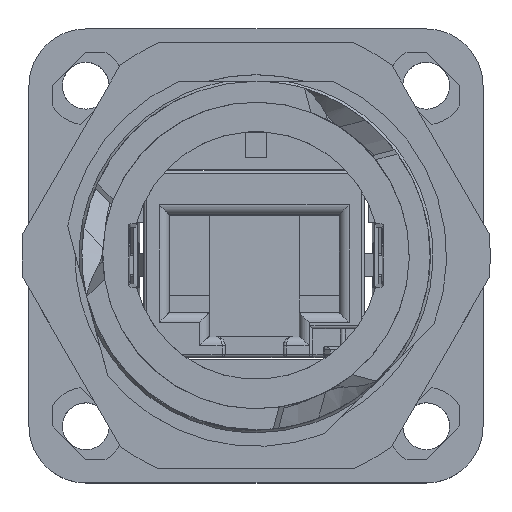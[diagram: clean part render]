
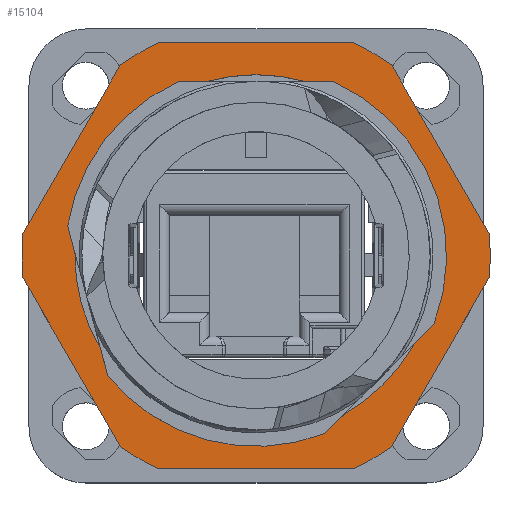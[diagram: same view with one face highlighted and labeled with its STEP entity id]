
A CAD part, top view. The second image highlights one B-rep face of the part: STEP entity #15104.
In plain terms, the highlighted planar face has unit normal (0, 0, 1).
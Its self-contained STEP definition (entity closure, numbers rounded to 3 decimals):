
#413=AXIS2_PLACEMENT_3D('Circle Axis2P3D',#411,#412,$) ;
#832=AXIS2_PLACEMENT_3D('Circle Axis2P3D',#830,#831,$) ;
#884=AXIS2_PLACEMENT_3D('Circle Axis2P3D',#882,#883,$) ;
#14925=AXIS2_PLACEMENT_3D('Circle Axis2P3D',#14923,#14924,$) ;
#14937=AXIS2_PLACEMENT_3D('Circle Axis2P3D',#14935,#14936,$) ;
#14959=AXIS2_PLACEMENT_3D('Circle Axis2P3D',#14957,#14958,$) ;
#14971=AXIS2_PLACEMENT_3D('Circle Axis2P3D',#14969,#14970,$) ;
#14989=AXIS2_PLACEMENT_3D('Plane Axis2P3D',#14986,#14987,#14988) ;
#14993=AXIS2_PLACEMENT_3D('Circle Axis2P3D',#14991,#14992,$) ;
#15009=AXIS2_PLACEMENT_3D('Circle Axis2P3D',#15007,#15008,$) ;
#15023=AXIS2_PLACEMENT_3D('Circle Axis2P3D',#15021,#15022,$) ;
#15037=AXIS2_PLACEMENT_3D('Circle Axis2P3D',#15035,#15036,$) ;
#15051=AXIS2_PLACEMENT_3D('Circle Axis2P3D',#15049,#15050,$) ;
#15065=AXIS2_PLACEMENT_3D('Circle Axis2P3D',#15063,#15064,$) ;
#392=CARTESIAN_POINT('Vertex',(21.956,28.275,22.825)) ;
#408=CARTESIAN_POINT('Vertex',(29.037,11.178,22.825)) ;
#411=CARTESIAN_POINT('Axis2P3D Location',(16.5,16.,22.825)) ;
#488=CARTESIAN_POINT('Vertex',(27.651,9.792,22.825)) ;
#491=CARTESIAN_POINT('Line Origine',(28.344,10.485,22.825)) ;
#536=CARTESIAN_POINT('Vertex',(21.322,3.463,22.825)) ;
#539=CARTESIAN_POINT('Line Origine',(22.015,4.156,22.825)) ;
#543=CARTESIAN_POINT('Vertex',(22.708,4.849,22.825)) ;
#678=CARTESIAN_POINT('Vertex',(5.548,9.447,22.825)) ;
#681=CARTESIAN_POINT('Line Origine',(5.802,8.5,22.825)) ;
#685=CARTESIAN_POINT('Vertex',(6.055,7.553,22.825)) ;
#735=CARTESIAN_POINT('Vertex',(3.231,18.093,22.825)) ;
#738=CARTESIAN_POINT('Line Origine',(3.485,17.146,22.825)) ;
#742=CARTESIAN_POINT('Vertex',(3.739,16.199,22.825)) ;
#830=CARTESIAN_POINT('Axis2P3D Location',(16.5,16.,22.825)) ;
#879=CARTESIAN_POINT('Vertex',(11.044,28.275,22.825)) ;
#882=CARTESIAN_POINT('Axis2P3D Location',(16.5,16.,22.825)) ;
#959=CARTESIAN_POINT('Vertex',(13.004,28.275,22.825)) ;
#962=CARTESIAN_POINT('Line Origine',(12.024,28.275,22.825)) ;
#1008=CARTESIAN_POINT('Line Origine',(20.976,28.275,22.825)) ;
#1012=CARTESIAN_POINT('Vertex',(19.996,28.275,22.825)) ;
#14920=CARTESIAN_POINT('Vertex',(27.553,9.619,22.825)) ;
#14923=CARTESIAN_POINT('Axis2P3D Location',(16.5,16.,22.825)) ;
#14935=CARTESIAN_POINT('Axis2P3D Location',(16.5,16.,22.825)) ;
#14957=CARTESIAN_POINT('Axis2P3D Location',(16.5,16.,22.825)) ;
#14969=CARTESIAN_POINT('Axis2P3D Location',(16.5,16.,22.825)) ;
#14986=CARTESIAN_POINT('Axis2P3D Location',(16.5,16.,22.825)) ;
#14991=CARTESIAN_POINT('Axis2P3D Location',(16.5,16.,22.825)) ;
#14995=CARTESIAN_POINT('Vertex',(0.073,17.547,22.825)) ;
#14997=CARTESIAN_POINT('Vertex',(0.073,14.453,22.825)) ;
#15000=CARTESIAN_POINT('Line Origine',(3.51,8.5,22.825)) ;
#15004=CARTESIAN_POINT('Vertex',(6.947,2.547,22.825)) ;
#15007=CARTESIAN_POINT('Axis2P3D Location',(16.5,16.,22.825)) ;
#15011=CARTESIAN_POINT('Vertex',(9.626,1.,22.825)) ;
#15014=CARTESIAN_POINT('Line Origine',(16.5,1.,22.825)) ;
#15018=CARTESIAN_POINT('Vertex',(23.374,1.,22.825)) ;
#15021=CARTESIAN_POINT('Axis2P3D Location',(16.5,16.,22.825)) ;
#15025=CARTESIAN_POINT('Vertex',(26.053,2.547,22.825)) ;
#15028=CARTESIAN_POINT('Line Origine',(29.49,8.5,22.825)) ;
#15032=CARTESIAN_POINT('Vertex',(32.927,14.453,22.825)) ;
#15035=CARTESIAN_POINT('Axis2P3D Location',(16.5,16.,22.825)) ;
#15039=CARTESIAN_POINT('Vertex',(32.927,17.547,22.825)) ;
#15042=CARTESIAN_POINT('Line Origine',(29.49,23.5,22.825)) ;
#15046=CARTESIAN_POINT('Vertex',(26.053,29.453,22.825)) ;
#15049=CARTESIAN_POINT('Axis2P3D Location',(16.5,16.,22.825)) ;
#15053=CARTESIAN_POINT('Vertex',(23.374,31.,22.825)) ;
#15056=CARTESIAN_POINT('Line Origine',(16.5,31.,22.825)) ;
#15060=CARTESIAN_POINT('Vertex',(9.626,31.,22.825)) ;
#15063=CARTESIAN_POINT('Axis2P3D Location',(16.5,16.,22.825)) ;
#15067=CARTESIAN_POINT('Vertex',(6.947,29.453,22.825)) ;
#15070=CARTESIAN_POINT('Line Origine',(3.51,23.5,22.825)) ;
#412=DIRECTION('Axis2P3D Direction',(0.,0.,1.)) ;
#492=DIRECTION('Vector Direction',(-0.707,-0.707,0.)) ;
#540=DIRECTION('Vector Direction',(-0.707,-0.707,0.)) ;
#682=DIRECTION('Vector Direction',(-0.259,0.966,0.)) ;
#739=DIRECTION('Vector Direction',(-0.259,0.966,0.)) ;
#831=DIRECTION('Axis2P3D Direction',(0.,0.,1.)) ;
#883=DIRECTION('Axis2P3D Direction',(0.,0.,1.)) ;
#963=DIRECTION('Vector Direction',(1.,0.,0.)) ;
#1009=DIRECTION('Vector Direction',(1.,0.,0.)) ;
#14924=DIRECTION('Axis2P3D Direction',(0.,0.,1.)) ;
#14936=DIRECTION('Axis2P3D Direction',(0.,0.,1.)) ;
#14958=DIRECTION('Axis2P3D Direction',(0.,0.,1.)) ;
#14970=DIRECTION('Axis2P3D Direction',(0.,0.,1.)) ;
#14987=DIRECTION('Axis2P3D Direction',(0.,0.,1.)) ;
#14988=DIRECTION('Axis2P3D XDirection',(-0.866,0.5,0.)) ;
#14992=DIRECTION('Axis2P3D Direction',(0.,0.,1.)) ;
#15001=DIRECTION('Vector Direction',(0.5,-0.866,0.)) ;
#15008=DIRECTION('Axis2P3D Direction',(0.,0.,1.)) ;
#15015=DIRECTION('Vector Direction',(1.,0.,0.)) ;
#15022=DIRECTION('Axis2P3D Direction',(0.,0.,1.)) ;
#15029=DIRECTION('Vector Direction',(0.5,0.866,0.)) ;
#15036=DIRECTION('Axis2P3D Direction',(0.,0.,1.)) ;
#15043=DIRECTION('Vector Direction',(-0.5,0.866,0.)) ;
#15050=DIRECTION('Axis2P3D Direction',(0.,0.,1.)) ;
#15057=DIRECTION('Vector Direction',(-1.,0.,0.)) ;
#15064=DIRECTION('Axis2P3D Direction',(0.,0.,1.)) ;
#15071=DIRECTION('Vector Direction',(-0.5,-0.866,0.)) ;
#493=VECTOR('Line Direction',#492,1.) ;
#541=VECTOR('Line Direction',#540,1.) ;
#683=VECTOR('Line Direction',#682,1.) ;
#740=VECTOR('Line Direction',#739,1.) ;
#964=VECTOR('Line Direction',#963,1.) ;
#1010=VECTOR('Line Direction',#1009,1.) ;
#15002=VECTOR('Line Direction',#15001,1.) ;
#15016=VECTOR('Line Direction',#15015,1.) ;
#15030=VECTOR('Line Direction',#15029,1.) ;
#15044=VECTOR('Line Direction',#15043,1.) ;
#15058=VECTOR('Line Direction',#15057,1.) ;
#15072=VECTOR('Line Direction',#15071,1.) ;
#15076=ORIENTED_EDGE('',*,*,#14999,.T.) ;
#15077=ORIENTED_EDGE('',*,*,#15006,.T.) ;
#15078=ORIENTED_EDGE('',*,*,#15013,.T.) ;
#15079=ORIENTED_EDGE('',*,*,#15020,.T.) ;
#15080=ORIENTED_EDGE('',*,*,#15027,.T.) ;
#15081=ORIENTED_EDGE('',*,*,#15034,.T.) ;
#15082=ORIENTED_EDGE('',*,*,#15041,.T.) ;
#15083=ORIENTED_EDGE('',*,*,#15048,.T.) ;
#15084=ORIENTED_EDGE('',*,*,#15055,.T.) ;
#15085=ORIENTED_EDGE('',*,*,#15062,.T.) ;
#15086=ORIENTED_EDGE('',*,*,#15069,.T.) ;
#15087=ORIENTED_EDGE('',*,*,#15074,.T.) ;
#15090=ORIENTED_EDGE('',*,*,#14939,.F.) ;
#15091=ORIENTED_EDGE('',*,*,#1014,.T.) ;
#15092=ORIENTED_EDGE('',*,*,#415,.F.) ;
#15093=ORIENTED_EDGE('',*,*,#495,.T.) ;
#15094=ORIENTED_EDGE('',*,*,#14927,.F.) ;
#15095=ORIENTED_EDGE('',*,*,#14973,.F.) ;
#15096=ORIENTED_EDGE('',*,*,#545,.T.) ;
#15097=ORIENTED_EDGE('',*,*,#834,.F.) ;
#15098=ORIENTED_EDGE('',*,*,#687,.T.) ;
#15099=ORIENTED_EDGE('',*,*,#14961,.F.) ;
#15100=ORIENTED_EDGE('',*,*,#744,.T.) ;
#15101=ORIENTED_EDGE('',*,*,#886,.F.) ;
#15102=ORIENTED_EDGE('',*,*,#966,.T.) ;
#15103=FACE_BOUND('',#15089,.T.) ;
#15104=ADVANCED_FACE('Hauptk\X2\00F6\X0\rper',(#15088,#15103),#14990,.T.) ;
#414=CIRCLE('generated circle',#413,13.433) ;
#833=CIRCLE('generated circle',#832,13.433) ;
#885=CIRCLE('generated circle',#884,13.433) ;
#14926=CIRCLE('generated circle',#14925,12.763) ;
#14938=CIRCLE('generated circle',#14937,12.763) ;
#14960=CIRCLE('generated circle',#14959,12.763) ;
#14972=CIRCLE('generated circle',#14971,12.763) ;
#14994=CIRCLE('generated circle',#14993,16.5) ;
#15010=CIRCLE('generated circle',#15009,16.5) ;
#15024=CIRCLE('generated circle',#15023,16.5) ;
#15038=CIRCLE('generated circle',#15037,16.5) ;
#15052=CIRCLE('generated circle',#15051,16.5) ;
#15066=CIRCLE('generated circle',#15065,16.5) ;
#415=EDGE_CURVE('',#409,#393,#414,.T.) ;
#495=EDGE_CURVE('',#409,#489,#494,.T.) ;
#545=EDGE_CURVE('',#544,#537,#542,.T.) ;
#687=EDGE_CURVE('',#686,#679,#684,.T.) ;
#744=EDGE_CURVE('',#743,#736,#741,.T.) ;
#834=EDGE_CURVE('',#686,#537,#833,.T.) ;
#886=EDGE_CURVE('',#880,#736,#885,.T.) ;
#966=EDGE_CURVE('',#880,#960,#965,.T.) ;
#1014=EDGE_CURVE('',#1013,#393,#1011,.T.) ;
#14927=EDGE_CURVE('',#14921,#489,#14926,.T.) ;
#14939=EDGE_CURVE('',#1013,#960,#14938,.T.) ;
#14961=EDGE_CURVE('',#743,#679,#14960,.T.) ;
#14973=EDGE_CURVE('',#544,#14921,#14972,.T.) ;
#14999=EDGE_CURVE('',#14996,#14998,#14994,.T.) ;
#15006=EDGE_CURVE('',#14998,#15005,#15003,.T.) ;
#15013=EDGE_CURVE('',#15005,#15012,#15010,.T.) ;
#15020=EDGE_CURVE('',#15012,#15019,#15017,.T.) ;
#15027=EDGE_CURVE('',#15019,#15026,#15024,.T.) ;
#15034=EDGE_CURVE('',#15026,#15033,#15031,.T.) ;
#15041=EDGE_CURVE('',#15033,#15040,#15038,.T.) ;
#15048=EDGE_CURVE('',#15040,#15047,#15045,.T.) ;
#15055=EDGE_CURVE('',#15047,#15054,#15052,.T.) ;
#15062=EDGE_CURVE('',#15054,#15061,#15059,.T.) ;
#15069=EDGE_CURVE('',#15061,#15068,#15066,.T.) ;
#15074=EDGE_CURVE('',#15068,#14996,#15073,.T.) ;
#15075=EDGE_LOOP('',(#15076,#15077,#15078,#15079,#15080,#15081,#15082,#15083,#15084,#15085,#15086,#15087)) ;
#15089=EDGE_LOOP('',(#15090,#15091,#15092,#15093,#15094,#15095,#15096,#15097,#15098,#15099,#15100,#15101,#15102)) ;
#15088=FACE_OUTER_BOUND('',#15075,.T.) ;
#494=LINE('Line',#491,#493) ;
#542=LINE('Line',#539,#541) ;
#684=LINE('Line',#681,#683) ;
#741=LINE('Line',#738,#740) ;
#965=LINE('Line',#962,#964) ;
#1011=LINE('Line',#1008,#1010) ;
#15003=LINE('Line',#15000,#15002) ;
#15017=LINE('Line',#15014,#15016) ;
#15031=LINE('Line',#15028,#15030) ;
#15045=LINE('Line',#15042,#15044) ;
#15059=LINE('Line',#15056,#15058) ;
#15073=LINE('Line',#15070,#15072) ;
#14990=PLANE('',#14989) ;
#393=VERTEX_POINT('',#392) ;
#409=VERTEX_POINT('',#408) ;
#489=VERTEX_POINT('',#488) ;
#537=VERTEX_POINT('',#536) ;
#544=VERTEX_POINT('',#543) ;
#679=VERTEX_POINT('',#678) ;
#686=VERTEX_POINT('',#685) ;
#736=VERTEX_POINT('',#735) ;
#743=VERTEX_POINT('',#742) ;
#880=VERTEX_POINT('',#879) ;
#960=VERTEX_POINT('',#959) ;
#1013=VERTEX_POINT('',#1012) ;
#14921=VERTEX_POINT('',#14920) ;
#14996=VERTEX_POINT('',#14995) ;
#14998=VERTEX_POINT('',#14997) ;
#15005=VERTEX_POINT('',#15004) ;
#15012=VERTEX_POINT('',#15011) ;
#15019=VERTEX_POINT('',#15018) ;
#15026=VERTEX_POINT('',#15025) ;
#15033=VERTEX_POINT('',#15032) ;
#15040=VERTEX_POINT('',#15039) ;
#15047=VERTEX_POINT('',#15046) ;
#15054=VERTEX_POINT('',#15053) ;
#15061=VERTEX_POINT('',#15060) ;
#15068=VERTEX_POINT('',#15067) ;
